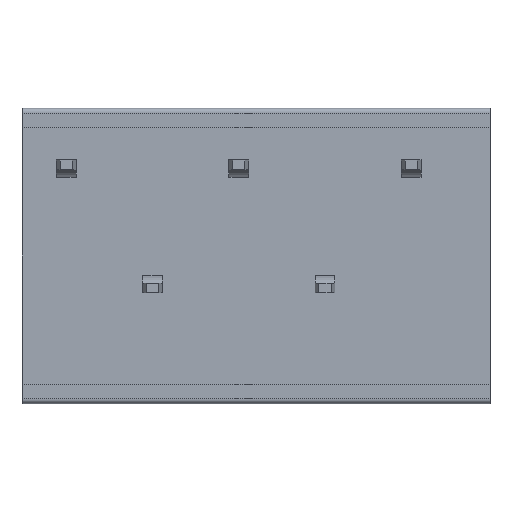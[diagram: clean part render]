
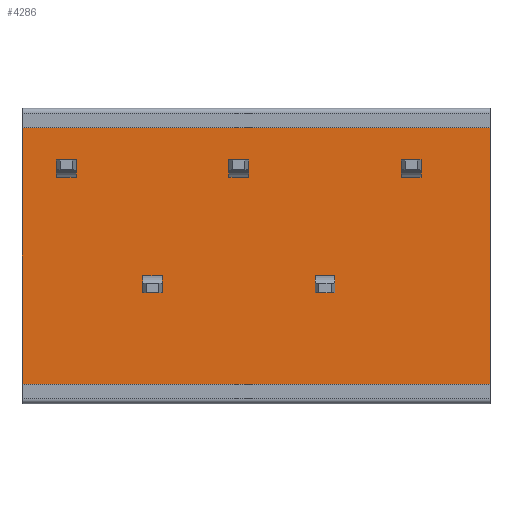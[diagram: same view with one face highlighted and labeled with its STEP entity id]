
A CAD part, front view. The second image highlights one B-rep face of the part: STEP entity #4286.
In plain terms, the highlighted planar face has unit normal (0, -1, 0).
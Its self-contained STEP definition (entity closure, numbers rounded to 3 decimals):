
#54=DIRECTION('',(0.,0.,-1.));
#55=VECTOR('',#54,10.4);
#56=CARTESIAN_POINT('',(1.5,-5.45,5.2));
#57=LINE('',#56,#55);
#180=DIRECTION('',(-1.,0.,0.));
#181=VECTOR('',#180,19.);
#182=CARTESIAN_POINT('',(1.5,-5.45,5.2));
#183=LINE('',#182,#181);
#184=DIRECTION('',(0.,0.,-1.));
#185=VECTOR('',#184,0.4);
#186=CARTESIAN_POINT('',(-2.1,-5.45,3.9));
#187=LINE('',#186,#185);
#188=DIRECTION('',(1.,0.,0.));
#189=VECTOR('',#188,0.8);
#190=CARTESIAN_POINT('',(-2.1,-5.45,3.5));
#191=LINE('',#190,#189);
#192=DIRECTION('',(0.,0.,-1.));
#193=VECTOR('',#192,0.4);
#194=CARTESIAN_POINT('',(-1.3,-5.45,3.9));
#195=LINE('',#194,#193);
#196=DIRECTION('',(1.,0.,0.));
#197=VECTOR('',#196,0.8);
#198=CARTESIAN_POINT('',(-2.1,-5.45,3.9));
#199=LINE('',#198,#197);
#200=DIRECTION('',(0.,0.,-1.));
#201=VECTOR('',#200,0.4);
#202=CARTESIAN_POINT('',(-9.1,-5.45,3.9));
#203=LINE('',#202,#201);
#204=DIRECTION('',(1.,0.,0.));
#205=VECTOR('',#204,0.8);
#206=CARTESIAN_POINT('',(-9.1,-5.45,3.5));
#207=LINE('',#206,#205);
#208=DIRECTION('',(0.,0.,-1.));
#209=VECTOR('',#208,0.4);
#210=CARTESIAN_POINT('',(-8.3,-5.45,3.9));
#211=LINE('',#210,#209);
#212=DIRECTION('',(1.,0.,0.));
#213=VECTOR('',#212,0.8);
#214=CARTESIAN_POINT('',(-9.1,-5.45,3.9));
#215=LINE('',#214,#213);
#216=DIRECTION('',(0.,0.,-1.));
#217=VECTOR('',#216,0.4);
#218=CARTESIAN_POINT('',(-16.1,-5.45,3.9));
#219=LINE('',#218,#217);
#220=DIRECTION('',(1.,0.,0.));
#221=VECTOR('',#220,0.8);
#222=CARTESIAN_POINT('',(-16.1,-5.45,3.5));
#223=LINE('',#222,#221);
#224=DIRECTION('',(0.,0.,-1.));
#225=VECTOR('',#224,0.4);
#226=CARTESIAN_POINT('',(-15.3,-5.45,3.9));
#227=LINE('',#226,#225);
#228=DIRECTION('',(1.,0.,0.));
#229=VECTOR('',#228,0.8);
#230=CARTESIAN_POINT('',(-16.1,-5.45,3.9));
#231=LINE('',#230,#229);
#232=DIRECTION('',(0.,0.,-1.));
#233=VECTOR('',#232,0.4);
#234=CARTESIAN_POINT('',(-5.6,-5.45,-1.1));
#235=LINE('',#234,#233);
#236=DIRECTION('',(1.,0.,0.));
#237=VECTOR('',#236,0.8);
#238=CARTESIAN_POINT('',(-5.6,-5.45,-1.5));
#239=LINE('',#238,#237);
#240=DIRECTION('',(0.,0.,-1.));
#241=VECTOR('',#240,0.4);
#242=CARTESIAN_POINT('',(-4.8,-5.45,-1.1));
#243=LINE('',#242,#241);
#244=DIRECTION('',(1.,0.,0.));
#245=VECTOR('',#244,0.8);
#246=CARTESIAN_POINT('',(-5.6,-5.45,-1.1));
#247=LINE('',#246,#245);
#248=DIRECTION('',(0.,0.,-1.));
#249=VECTOR('',#248,0.4);
#250=CARTESIAN_POINT('',(-12.6,-5.45,-1.1));
#251=LINE('',#250,#249);
#252=DIRECTION('',(1.,0.,0.));
#253=VECTOR('',#252,0.8);
#254=CARTESIAN_POINT('',(-12.6,-5.45,-1.5));
#255=LINE('',#254,#253);
#256=DIRECTION('',(0.,0.,-1.));
#257=VECTOR('',#256,0.4);
#258=CARTESIAN_POINT('',(-11.8,-5.45,-1.1));
#259=LINE('',#258,#257);
#260=DIRECTION('',(1.,0.,0.));
#261=VECTOR('',#260,0.8);
#262=CARTESIAN_POINT('',(-12.6,-5.45,-1.1));
#263=LINE('',#262,#261);
#264=DIRECTION('',(-1.,0.,0.));
#265=VECTOR('',#264,19.);
#266=CARTESIAN_POINT('',(1.5,-5.45,-5.2));
#267=LINE('',#266,#265);
#2247=DIRECTION('',(0.,0.,-1.));
#2248=VECTOR('',#2247,10.4);
#2249=CARTESIAN_POINT('',(-17.5,-5.45,5.2));
#2250=LINE('',#2249,#2248);
#3132=CARTESIAN_POINT('',(1.5,-5.45,5.2));
#3133=VERTEX_POINT('',#3132);
#3134=CARTESIAN_POINT('',(1.5,-5.45,-5.2));
#3135=VERTEX_POINT('',#3134);
#3180=CARTESIAN_POINT('',(-17.5,-5.45,5.2));
#3181=VERTEX_POINT('',#3180);
#3182=CARTESIAN_POINT('',(-17.5,-5.45,-5.2));
#3183=VERTEX_POINT('',#3182);
#3264=CARTESIAN_POINT('',(-2.1,-5.45,3.9));
#3265=CARTESIAN_POINT('',(-2.1,-5.45,3.5));
#3266=VERTEX_POINT('',#3264);
#3267=VERTEX_POINT('',#3265);
#3268=CARTESIAN_POINT('',(-1.3,-5.45,3.9));
#3269=CARTESIAN_POINT('',(-1.3,-5.45,3.5));
#3270=VERTEX_POINT('',#3268);
#3271=VERTEX_POINT('',#3269);
#3296=CARTESIAN_POINT('',(-5.6,-5.45,-1.1));
#3297=CARTESIAN_POINT('',(-5.6,-5.45,-1.5));
#3298=VERTEX_POINT('',#3296);
#3299=VERTEX_POINT('',#3297);
#3300=CARTESIAN_POINT('',(-4.8,-5.45,-1.1));
#3301=CARTESIAN_POINT('',(-4.8,-5.45,-1.5));
#3302=VERTEX_POINT('',#3300);
#3303=VERTEX_POINT('',#3301);
#3360=CARTESIAN_POINT('',(-9.1,-5.45,3.9));
#3361=VERTEX_POINT('',#3360);
#3362=CARTESIAN_POINT('',(-9.1,-5.45,3.5));
#3363=VERTEX_POINT('',#3362);
#3364=CARTESIAN_POINT('',(-8.3,-5.45,3.9));
#3365=VERTEX_POINT('',#3364);
#3366=CARTESIAN_POINT('',(-8.3,-5.45,3.5));
#3367=VERTEX_POINT('',#3366);
#3408=CARTESIAN_POINT('',(-12.6,-5.45,-1.1));
#3409=VERTEX_POINT('',#3408);
#3410=CARTESIAN_POINT('',(-12.6,-5.45,-1.5));
#3411=VERTEX_POINT('',#3410);
#3412=CARTESIAN_POINT('',(-11.8,-5.45,-1.1));
#3413=VERTEX_POINT('',#3412);
#3414=CARTESIAN_POINT('',(-11.8,-5.45,-1.5));
#3415=VERTEX_POINT('',#3414);
#3828=CARTESIAN_POINT('',(-16.1,-5.45,3.9));
#3829=VERTEX_POINT('',#3828);
#3830=CARTESIAN_POINT('',(-16.1,-5.45,3.5));
#3831=VERTEX_POINT('',#3830);
#3832=CARTESIAN_POINT('',(-15.3,-5.45,3.9));
#3833=VERTEX_POINT('',#3832);
#3834=CARTESIAN_POINT('',(-15.3,-5.45,3.5));
#3835=VERTEX_POINT('',#3834);
#4223=CARTESIAN_POINT('',(1.5,-5.45,5.2));
#4224=DIRECTION('',(0.,-1.,0.));
#4225=DIRECTION('',(0.,0.,-1.));
#4226=AXIS2_PLACEMENT_3D('',#4223,#4224,#4225);
#4227=PLANE('',#4226);
#4228=ORIENTED_EDGE('',*,*,#3979,.T.);
#4230=ORIENTED_EDGE('',*,*,#4229,.T.);
#4232=ORIENTED_EDGE('',*,*,#4231,.F.);
#4233=ORIENTED_EDGE('',*,*,#4215,.F.);
#4234=EDGE_LOOP('',(#4228,#4230,#4232,#4233));
#4235=FACE_OUTER_BOUND('',#4234,.F.);
#4237=ORIENTED_EDGE('',*,*,#4236,.T.);
#4239=ORIENTED_EDGE('',*,*,#4238,.T.);
#4241=ORIENTED_EDGE('',*,*,#4240,.F.);
#4243=ORIENTED_EDGE('',*,*,#4242,.F.);
#4244=EDGE_LOOP('',(#4237,#4239,#4241,#4243));
#4245=FACE_BOUND('',#4244,.F.);
#4247=ORIENTED_EDGE('',*,*,#4246,.T.);
#4249=ORIENTED_EDGE('',*,*,#4248,.T.);
#4251=ORIENTED_EDGE('',*,*,#4250,.F.);
#4253=ORIENTED_EDGE('',*,*,#4252,.F.);
#4254=EDGE_LOOP('',(#4247,#4249,#4251,#4253));
#4255=FACE_BOUND('',#4254,.F.);
#4257=ORIENTED_EDGE('',*,*,#4256,.T.);
#4259=ORIENTED_EDGE('',*,*,#4258,.T.);
#4261=ORIENTED_EDGE('',*,*,#4260,.F.);
#4263=ORIENTED_EDGE('',*,*,#4262,.F.);
#4264=EDGE_LOOP('',(#4257,#4259,#4261,#4263));
#4265=FACE_BOUND('',#4264,.F.);
#4267=ORIENTED_EDGE('',*,*,#4266,.T.);
#4269=ORIENTED_EDGE('',*,*,#4268,.T.);
#4271=ORIENTED_EDGE('',*,*,#4270,.F.);
#4273=ORIENTED_EDGE('',*,*,#4272,.F.);
#4274=EDGE_LOOP('',(#4267,#4269,#4271,#4273));
#4275=FACE_BOUND('',#4274,.F.);
#4277=ORIENTED_EDGE('',*,*,#4276,.T.);
#4279=ORIENTED_EDGE('',*,*,#4278,.T.);
#4281=ORIENTED_EDGE('',*,*,#4280,.F.);
#4283=ORIENTED_EDGE('',*,*,#4282,.F.);
#4284=EDGE_LOOP('',(#4277,#4279,#4281,#4283));
#4285=FACE_BOUND('',#4284,.F.);
#3979=EDGE_CURVE('',#3133,#3135,#57,.T.);
#4215=EDGE_CURVE('',#3133,#3181,#183,.T.);
#4229=EDGE_CURVE('',#3135,#3183,#267,.T.);
#4231=EDGE_CURVE('',#3181,#3183,#2250,.T.);
#4236=EDGE_CURVE('',#3266,#3267,#187,.T.);
#4238=EDGE_CURVE('',#3267,#3271,#191,.T.);
#4240=EDGE_CURVE('',#3270,#3271,#195,.T.);
#4242=EDGE_CURVE('',#3266,#3270,#199,.T.);
#4246=EDGE_CURVE('',#3361,#3363,#203,.T.);
#4248=EDGE_CURVE('',#3363,#3367,#207,.T.);
#4250=EDGE_CURVE('',#3365,#3367,#211,.T.);
#4252=EDGE_CURVE('',#3361,#3365,#215,.T.);
#4256=EDGE_CURVE('',#3829,#3831,#219,.T.);
#4258=EDGE_CURVE('',#3831,#3835,#223,.T.);
#4260=EDGE_CURVE('',#3833,#3835,#227,.T.);
#4262=EDGE_CURVE('',#3829,#3833,#231,.T.);
#4266=EDGE_CURVE('',#3298,#3299,#235,.T.);
#4268=EDGE_CURVE('',#3299,#3303,#239,.T.);
#4270=EDGE_CURVE('',#3302,#3303,#243,.T.);
#4272=EDGE_CURVE('',#3298,#3302,#247,.T.);
#4276=EDGE_CURVE('',#3409,#3411,#251,.T.);
#4278=EDGE_CURVE('',#3411,#3415,#255,.T.);
#4280=EDGE_CURVE('',#3413,#3415,#259,.T.);
#4282=EDGE_CURVE('',#3409,#3413,#263,.T.);
#4286=ADVANCED_FACE('',(#4235,#4245,#4255,#4265,#4275,#4285),#4227,.T.);
